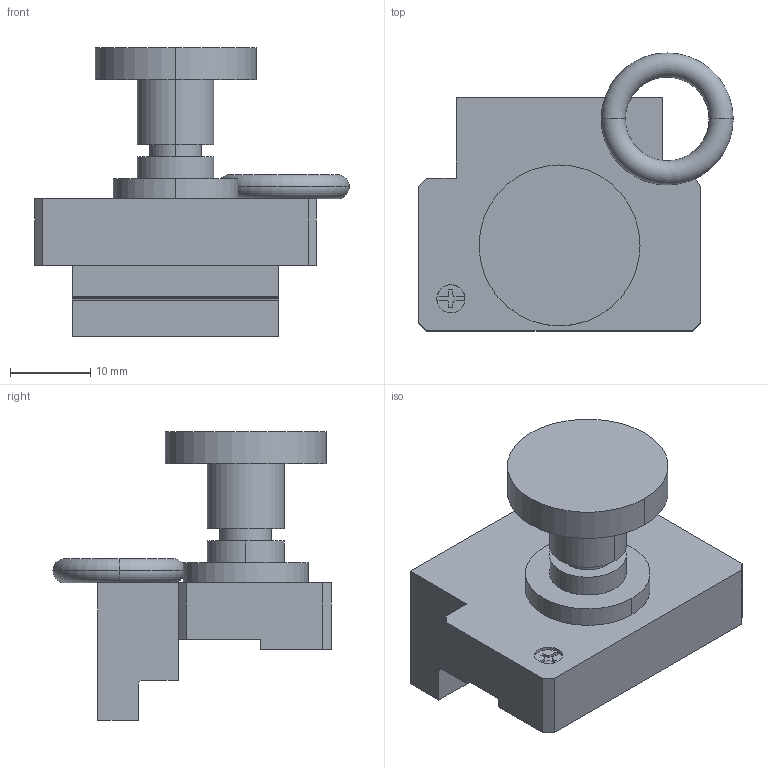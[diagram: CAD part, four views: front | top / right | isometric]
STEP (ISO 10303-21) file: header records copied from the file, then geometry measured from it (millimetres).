
FILE_DESCRIPTION((''),'2;1');
FILE_NAME('3d_11G454.stp','2012-10-03T13:26:52',(''),(''),'Mechanical Desktop 2011','Mechanical Desktop 2011',', , ');
FILE_SCHEMA(('CONFIG_CONTROL_DESIGN'));
Length unit declared in the file: millimetre
Products named in the file (1): Product
Bounding box: 39.09 x 34.55 x 35.91 mm (x, y, z)
Volume: 11637.3 mm3; surface area: 5570.7 mm2
Topology: 3 solids, 3 shells, 79 faces, 216 edges, 146 vertices
Faces by surface type: plane 63, cylinder 12, torus 4
Entity records: 2594 total; most frequent: CARTESIAN_POINT 440, ORIENTED_EDGE 428, DIRECTION 424, EDGE_CURVE 214, VECTOR 168, LINE 168, VERTEX_POINT 144, AXIS2_PLACEMENT_3D 128
